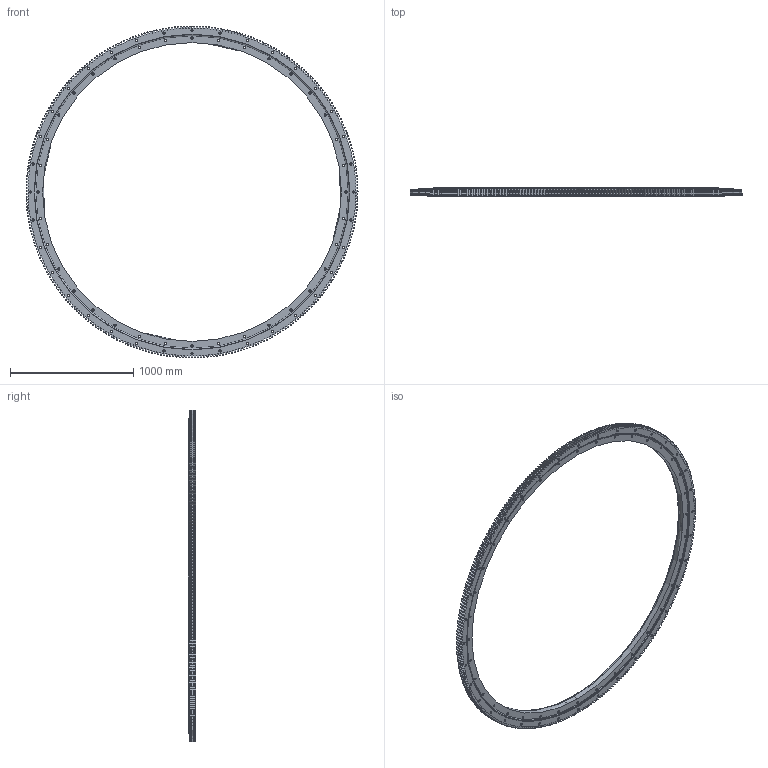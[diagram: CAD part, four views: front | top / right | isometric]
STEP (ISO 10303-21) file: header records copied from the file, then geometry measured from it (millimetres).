
FILE_DESCRIPTION (( 'STEP AP203' ), '1' );
FILE_NAME ('01-2560-01.STEP', '2017-12-26T11:09:46', ( 'defontaine' ), ( 'Hewlett-Packard Company' ), 'SwSTEP 2.0', 'SolidWorks 2016', '' );
FILE_SCHEMA (( 'CONFIG_CONTROL_DESIGN' ));
Products named in the file (1): 01-2560-01
Bounding box: 2694.99 x 63 x 2694.97 mm (x, y, z)
Volume: 51101513.2 mm3; surface area: 5246566.8 mm2
Topology: 5 solids, 5 shells, 2221 faces, 6611 edges, 4399 vertices
Faces by surface type: cylinder 839, plane 683, cone 679, torus 18, sphere 2
Entity records: 77459 total; most frequent: CARTESIAN_POINT 17786, ORIENTED_EDGE 13212, DIRECTION 12086, EDGE_CURVE 6606, AXIS2_PLACEMENT_3D 4614, VERTEX_POINT 4396, VECTOR 2858, LINE 2858
